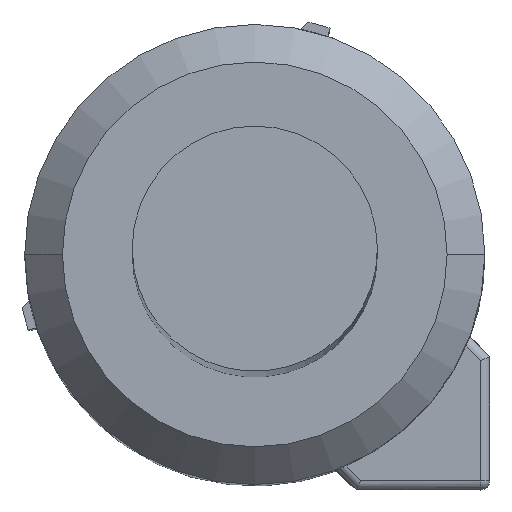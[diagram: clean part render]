
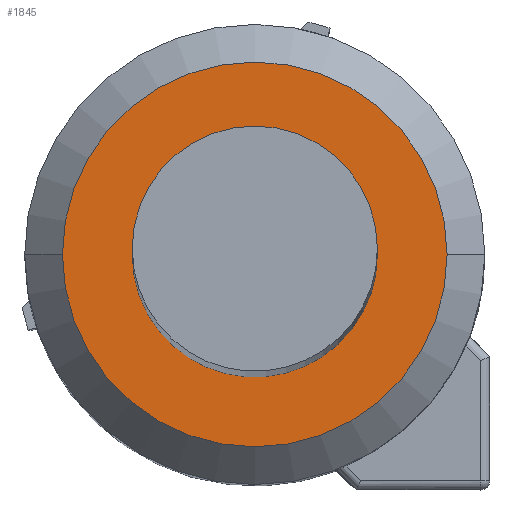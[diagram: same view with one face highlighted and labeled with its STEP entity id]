
A CAD part, top view. The second image highlights one B-rep face of the part: STEP entity #1845.
In plain terms, the highlighted planar face has unit normal (0, 0, 1).
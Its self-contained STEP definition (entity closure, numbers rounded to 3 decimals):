
#1037=AXIS2_PLACEMENT_3D('Circle Axis2P3D',#1035,#1036,$) ;
#1718=AXIS2_PLACEMENT_3D('Circle Axis2P3D',#1716,#1717,$) ;
#1839=AXIS2_PLACEMENT_3D('Plane Axis2P3D',#1836,#1837,#1838) ;
#1025=CARTESIAN_POINT('Vertex',(11.27,6.236,46.9)) ;
#1032=CARTESIAN_POINT('Vertex',(1.07,6.236,46.9)) ;
#1035=CARTESIAN_POINT('Axis2P3D Location',(6.17,6.236,46.9)) ;
#1716=CARTESIAN_POINT('Axis2P3D Location',(6.17,6.236,46.9)) ;
#1836=CARTESIAN_POINT('Axis2P3D Location',(6.17,6.236,46.9)) ;
#1036=DIRECTION('Axis2P3D Direction',(0.,0.,-1.)) ;
#1717=DIRECTION('Axis2P3D Direction',(0.,0.,-1.)) ;
#1837=DIRECTION('Axis2P3D Direction',(0.,0.,1.)) ;
#1838=DIRECTION('Axis2P3D XDirection',(-1.,0.,0.)) ;
#1842=ORIENTED_EDGE('',*,*,#1720,.T.) ;
#1843=ORIENTED_EDGE('',*,*,#1039,.T.) ;
#1845=ADVANCED_FACE('Hauptkoerper',(#1844),#1840,.T.) ;
#1038=CIRCLE('generated circle',#1037,5.1) ;
#1719=CIRCLE('generated circle',#1718,5.1) ;
#1039=EDGE_CURVE('',#1026,#1033,#1038,.F.) ;
#1720=EDGE_CURVE('',#1033,#1026,#1719,.F.) ;
#1841=EDGE_LOOP('',(#1842,#1843)) ;
#1844=FACE_OUTER_BOUND('',#1841,.T.) ;
#1840=PLANE('',#1839) ;
#1026=VERTEX_POINT('',#1025) ;
#1033=VERTEX_POINT('',#1032) ;
